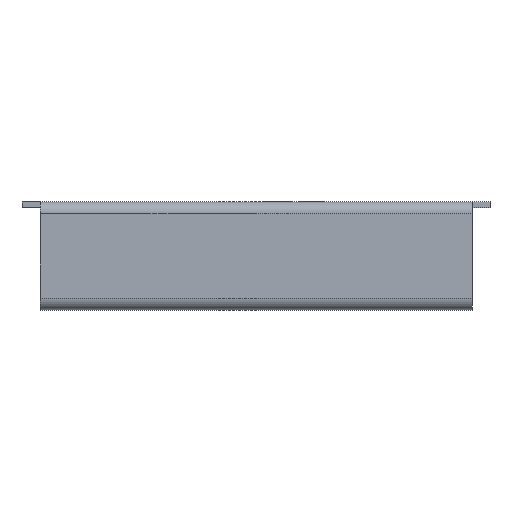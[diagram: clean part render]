
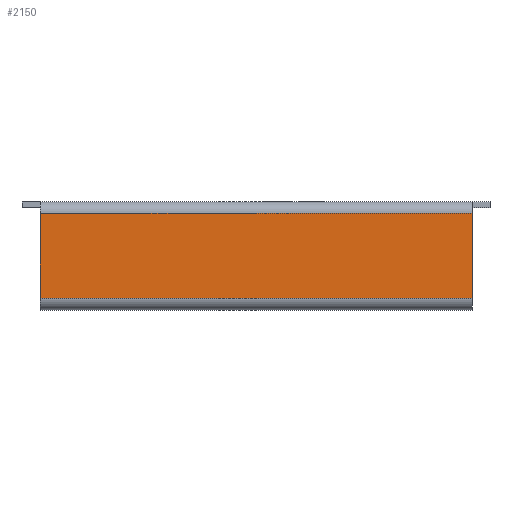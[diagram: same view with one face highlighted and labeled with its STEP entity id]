
A CAD part, top view. The second image highlights one B-rep face of the part: STEP entity #2150.
In plain terms, the highlighted planar face has unit normal (0, 0, 1).
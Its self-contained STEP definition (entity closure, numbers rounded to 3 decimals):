
#110 = ORIENTED_EDGE ( 'NONE', *, *, #2904, .F. ) ;
#135 = CARTESIAN_POINT ( 'NONE',  ( 280., 23.6, 30. ) ) ;
#176 = VERTEX_POINT ( 'NONE', #3981 ) ;
#288 = CARTESIAN_POINT ( 'NONE',  ( 250., 23.6, 30. ) ) ;
#650 = VERTEX_POINT ( 'NONE', #2795 ) ;
#680 = VECTOR ( 'NONE', #773, 1000. ) ;
#773 = DIRECTION ( 'NONE',  ( 1., 0., 0. ) ) ;
#926 = PLANE ( 'NONE',  #2773 ) ;
#1084 = LINE ( 'NONE', #4207, #1255 ) ;
#1089 = DIRECTION ( 'NONE',  ( 0., 1., 0. ) ) ;
#1255 = VECTOR ( 'NONE', #1567, 1000. ) ;
#1434 = VECTOR ( 'NONE', #3448, 1000. ) ;
#1439 = VECTOR ( 'NONE', #1089, 1000. ) ;
#1567 = DIRECTION ( 'NONE',  ( -1., 0., 0. ) ) ;
#1739 = EDGE_CURVE ( 'NONE', #2287, #176, #2016, .T. ) ;
#1746 = CARTESIAN_POINT ( 'NONE',  ( 10., -23.6, 30. ) ) ;
#2016 = LINE ( 'NONE', #3870, #1434 ) ;
#2072 = LINE ( 'NONE', #1746, #1439 ) ;
#2150 = ADVANCED_FACE ( 'NONE', ( #2593 ), #926, .F. ) ;
#2201 = ORIENTED_EDGE ( 'NONE', *, *, #3512, .F. ) ;
#2284 = DIRECTION ( 'NONE',  ( 0., 0., -1. ) ) ;
#2287 = VERTEX_POINT ( 'NONE', #288 ) ;
#2362 = EDGE_CURVE ( 'NONE', #650, #2724, #2072, .T. ) ;
#2369 = CARTESIAN_POINT ( 'NONE',  ( 10., 23.6, 30. ) ) ;
#2470 = ORIENTED_EDGE ( 'NONE', *, *, #1739, .F. ) ;
#2593 = FACE_OUTER_BOUND ( 'NONE', #3628, .T. ) ;
#2724 = VERTEX_POINT ( 'NONE', #2369 ) ;
#2773 = AXIS2_PLACEMENT_3D ( 'NONE', #3225, #2284, #3616 ) ;
#2795 = CARTESIAN_POINT ( 'NONE',  ( 10., -23.6, 30. ) ) ;
#2904 = EDGE_CURVE ( 'NONE', #176, #650, #1084, .T. ) ;
#3173 = LINE ( 'NONE', #135, #680 ) ;
#3225 = CARTESIAN_POINT ( 'NONE',  ( 280., 23.6, 30. ) ) ;
#3448 = DIRECTION ( 'NONE',  ( 0., -1., 0. ) ) ;
#3512 = EDGE_CURVE ( 'NONE', #2724, #2287, #3173, .T. ) ;
#3616 = DIRECTION ( 'NONE',  ( 0., -1., 0. ) ) ;
#3628 = EDGE_LOOP ( 'NONE', ( #2201, #4148, #110, #2470 ) ) ;
#3870 = CARTESIAN_POINT ( 'NONE',  ( 250., 0., 30. ) ) ;
#3981 = CARTESIAN_POINT ( 'NONE',  ( 250., -23.6, 30. ) ) ;
#4148 = ORIENTED_EDGE ( 'NONE', *, *, #2362, .F. ) ;
#4207 = CARTESIAN_POINT ( 'NONE',  ( 280., -23.6, 30. ) ) ;
